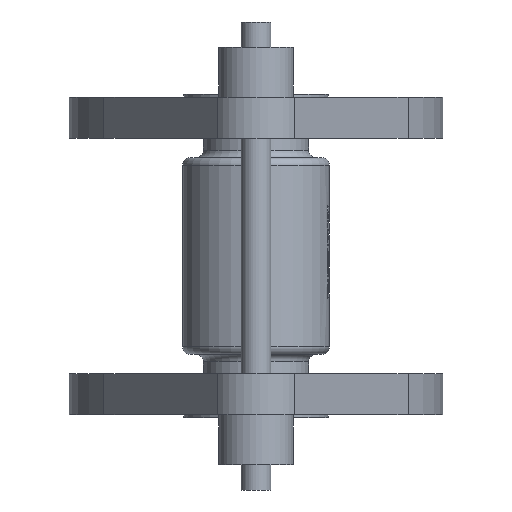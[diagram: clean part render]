
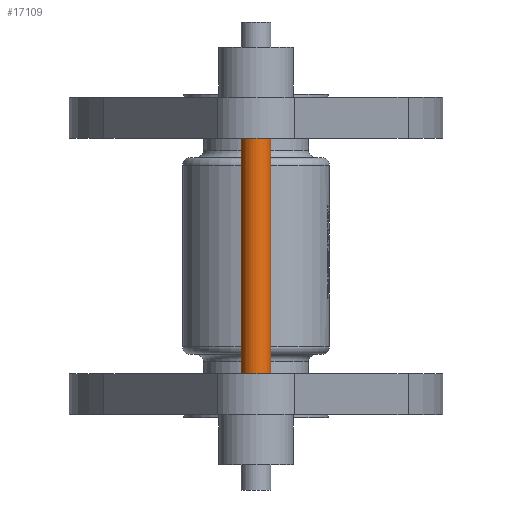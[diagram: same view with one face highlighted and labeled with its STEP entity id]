
A CAD part, front view. The second image highlights one B-rep face of the part: STEP entity #17109.
In plain terms, the highlighted cylindrical face has radius 6 mm (diameter 12 mm), a partial arc.
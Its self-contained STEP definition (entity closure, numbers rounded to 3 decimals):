
#28 = DIRECTION ( 'NONE',  ( 0., 0., 1. ) ) ;
#1387 = CIRCLE ( 'NONE', #17864, 6. ) ;
#1510 = EDGE_CURVE ( 'NONE', #25797, #5504, #29200, .T. ) ;
#1995 = VECTOR ( 'NONE', #6444, 1000. ) ;
#2073 = ORIENTED_EDGE ( 'NONE', *, *, #1510, .T. ) ;
#2602 = CARTESIAN_POINT ( 'NONE',  ( -6., -96.5, -111.1 ) ) ;
#2835 = CIRCLE ( 'NONE', #24041, 6. ) ;
#3485 = VERTEX_POINT ( 'NONE', #3664 ) ;
#3606 = CARTESIAN_POINT ( 'NONE',  ( 6., -96.5, -16.5 ) ) ;
#3664 = CARTESIAN_POINT ( 'NONE',  ( -6., -96.5, -16.5 ) ) ;
#4037 = CARTESIAN_POINT ( 'NONE',  ( 0., -96.5, -157.8 ) ) ;
#5496 = EDGE_LOOP ( 'NONE', ( #19557, #2073, #30506, #8531 ) ) ;
#5504 = VERTEX_POINT ( 'NONE', #3606 ) ;
#6293 = EDGE_CURVE ( 'NONE', #20593, #3485, #7332, .T. ) ;
#6444 = DIRECTION ( 'NONE',  ( 0., 0., 1. ) ) ;
#7332 = LINE ( 'NONE', #17620, #27433 ) ;
#8531 = ORIENTED_EDGE ( 'NONE', *, *, #6293, .F. ) ;
#8696 = DIRECTION ( 'NONE',  ( -1., 0., 0. ) ) ;
#10530 = CARTESIAN_POINT ( 'NONE',  ( 0., -96.5, -16.5 ) ) ;
#11432 = EDGE_CURVE ( 'NONE', #3485, #5504, #1387, .T. ) ;
#13482 = CARTESIAN_POINT ( 'NONE',  ( 0., -96.5, -111.1 ) ) ;
#15199 = DIRECTION ( 'NONE',  ( 0., 0., 1. ) ) ;
#15294 = DIRECTION ( 'NONE',  ( 0., 0., 1. ) ) ;
#16846 = FACE_OUTER_BOUND ( 'NONE', #5496, .T. ) ;
#17109 = ADVANCED_FACE ( 'NONE', ( #16846 ), #31438, .T. ) ;
#17620 = CARTESIAN_POINT ( 'NONE',  ( -6., -96.5, -157.8 ) ) ;
#17864 = AXIS2_PLACEMENT_3D ( 'NONE', #10530, #15199, #30471 ) ;
#19557 = ORIENTED_EDGE ( 'NONE', *, *, #30090, .T. ) ;
#20593 = VERTEX_POINT ( 'NONE', #2602 ) ;
#23428 = DIRECTION ( 'NONE',  ( 1., 0., 0. ) ) ;
#24041 = AXIS2_PLACEMENT_3D ( 'NONE', #13482, #28, #23428 ) ;
#25797 = VERTEX_POINT ( 'NONE', #30870 ) ;
#26534 = CARTESIAN_POINT ( 'NONE',  ( 6., -96.5, -157.8 ) ) ;
#26784 = DIRECTION ( 'NONE',  ( 0., 0., 1. ) ) ;
#27433 = VECTOR ( 'NONE', #15294, 1000. ) ;
#28350 = AXIS2_PLACEMENT_3D ( 'NONE', #4037, #26784, #8696 ) ;
#29200 = LINE ( 'NONE', #26534, #1995 ) ;
#30090 = EDGE_CURVE ( 'NONE', #20593, #25797, #2835, .T. ) ;
#30471 = DIRECTION ( 'NONE',  ( 1., 0., 0. ) ) ;
#30506 = ORIENTED_EDGE ( 'NONE', *, *, #11432, .F. ) ;
#30870 = CARTESIAN_POINT ( 'NONE',  ( 6., -96.5, -111.1 ) ) ;
#31438 = CYLINDRICAL_SURFACE ( 'NONE', #28350, 6. ) ;
